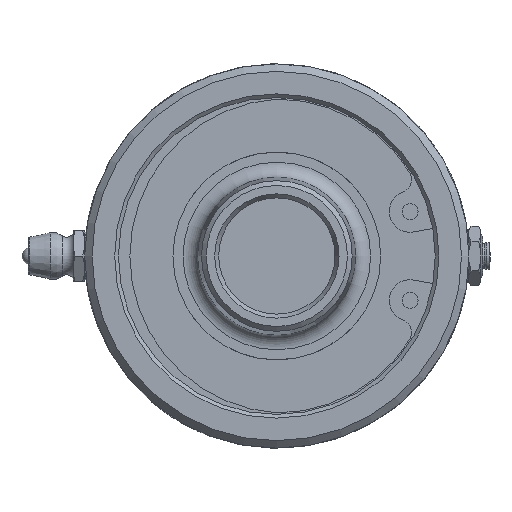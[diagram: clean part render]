
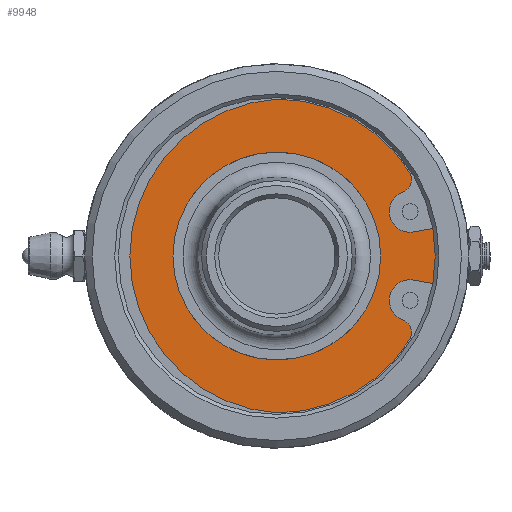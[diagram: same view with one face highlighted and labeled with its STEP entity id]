
A CAD part, left-side view. The second image highlights one B-rep face of the part: STEP entity #9948.
In plain terms, the highlighted planar face has unit normal (-1, 0, 0).
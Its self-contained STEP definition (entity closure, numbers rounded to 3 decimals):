
#334=FACE_BOUND('',#3077,.T.);
#579=LINE('',#14934,#1091);
#584=LINE('',#14946,#1096);
#1091=VECTOR('',#11866,10.);
#1096=VECTOR('',#11877,10.);
#2487=FACE_OUTER_BOUND('',#3076,.T.);
#3076=EDGE_LOOP('',(#7402,#7403,#7404,#7405,#7406,#7407,#7408,#7409,#7410,
#7411));
#3077=EDGE_LOOP('',(#7412,#7413));
#3684=CIRCLE('',#10645,22.325);
#3685=CIRCLE('',#10646,22.325);
#3698=CIRCLE('',#10664,4.474);
#3701=CIRCLE('',#10671,33.733);
#3702=CIRCLE('',#10673,2.949);
#3703=CIRCLE('',#10675,4.474);
#3704=CIRCLE('',#10677,2.949);
#3705=CIRCLE('',#10679,33.733);
#3706=CIRCLE('',#10681,33.806);
#3742=CIRCLE('',#10749,36.9);
#4219=VERTEX_POINT('',#14888);
#4220=VERTEX_POINT('',#14889);
#4237=VERTEX_POINT('',#14931);
#4238=VERTEX_POINT('',#14933);
#4239=VERTEX_POINT('',#14937);
#4241=VERTEX_POINT('',#14943);
#4242=VERTEX_POINT('',#14945);
#4246=VERTEX_POINT('',#14959);
#4247=VERTEX_POINT('',#14961);
#4248=VERTEX_POINT('',#14967);
#4249=VERTEX_POINT('',#14971);
#4250=VERTEX_POINT('',#14975);
#5331=EDGE_CURVE('',#4219,#4220,#3684,.T.);
#5332=EDGE_CURVE('',#4220,#4219,#3685,.T.);
#5353=EDGE_CURVE('',#4238,#4237,#579,.T.);
#5355=EDGE_CURVE('',#4239,#4238,#3698,.T.);
#5359=EDGE_CURVE('',#4242,#4241,#584,.T.);
#5367=EDGE_CURVE('',#4247,#4246,#3701,.T.);
#5369=EDGE_CURVE('',#4246,#4239,#3702,.T.);
#5371=EDGE_CURVE('',#4241,#4248,#3703,.T.);
#5373=EDGE_CURVE('',#4248,#4249,#3704,.T.);
#5375=EDGE_CURVE('',#4249,#4250,#3705,.T.);
#5376=EDGE_CURVE('',#4250,#4247,#3706,.T.);
#5463=EDGE_CURVE('',#4242,#4237,#3742,.T.);
#7402=ORIENTED_EDGE('',*,*,#5359,.T.);
#7403=ORIENTED_EDGE('',*,*,#5371,.T.);
#7404=ORIENTED_EDGE('',*,*,#5373,.T.);
#7405=ORIENTED_EDGE('',*,*,#5375,.T.);
#7406=ORIENTED_EDGE('',*,*,#5376,.T.);
#7407=ORIENTED_EDGE('',*,*,#5367,.T.);
#7408=ORIENTED_EDGE('',*,*,#5369,.T.);
#7409=ORIENTED_EDGE('',*,*,#5355,.T.);
#7410=ORIENTED_EDGE('',*,*,#5353,.T.);
#7411=ORIENTED_EDGE('',*,*,#5463,.F.);
#7412=ORIENTED_EDGE('',*,*,#5331,.T.);
#7413=ORIENTED_EDGE('',*,*,#5332,.T.);
#9683=PLANE('',#10751);
#9948=ADVANCED_FACE('',(#2487,#334),#9683,.F.);
#10645=AXIS2_PLACEMENT_3D('',#14890,#11822,#11823);
#10646=AXIS2_PLACEMENT_3D('',#14891,#11824,#11825);
#10664=AXIS2_PLACEMENT_3D('',#14938,#11870,#11871);
#10671=AXIS2_PLACEMENT_3D('',#14962,#11893,#11894);
#10673=AXIS2_PLACEMENT_3D('',#14965,#11898,#11899);
#10675=AXIS2_PLACEMENT_3D('',#14969,#11903,#11904);
#10677=AXIS2_PLACEMENT_3D('',#14973,#11908,#11909);
#10679=AXIS2_PLACEMENT_3D('',#14977,#11913,#11914);
#10681=AXIS2_PLACEMENT_3D('',#14979,#11917,#11918);
#10749=AXIS2_PLACEMENT_3D('',#15238,#12078,#12079);
#10751=AXIS2_PLACEMENT_3D('',#15240,#12082,#12083);
#11822=DIRECTION('center_axis',(1.,0.,0.));
#11823=DIRECTION('ref_axis',(0.,-1.,0.));
#11824=DIRECTION('center_axis',(1.,0.,0.));
#11825=DIRECTION('ref_axis',(0.,-1.,0.));
#11866=DIRECTION('',(0.,-0.985,-0.174));
#11870=DIRECTION('center_axis',(1.,0.,0.));
#11871=DIRECTION('ref_axis',(0.,0.355,-0.935));
#11877=DIRECTION('',(0.,0.985,-0.174));
#11893=DIRECTION('center_axis',(-1.,0.,0.));
#11894=DIRECTION('ref_axis',(0.,0.849,0.528));
#11898=DIRECTION('center_axis',(-1.,0.,0.));
#11899=DIRECTION('ref_axis',(0.,0.355,-0.935));
#11903=DIRECTION('center_axis',(1.,0.,0.));
#11904=DIRECTION('ref_axis',(0.,-0.046,-0.999));
#11908=DIRECTION('center_axis',(-1.,0.,0.));
#11909=DIRECTION('ref_axis',(0.,0.893,-0.451));
#11913=DIRECTION('center_axis',(-1.,0.,0.));
#11914=DIRECTION('ref_axis',(0.,0.,
-1.));
#11917=DIRECTION('center_axis',(-1.,0.,0.));
#11918=DIRECTION('ref_axis',(0.,-0.066,
0.998));
#12078=DIRECTION('center_axis',(1.,0.,0.));
#12079=DIRECTION('ref_axis',(0.,1.,0.));
#12082=DIRECTION('center_axis',(1.,0.,0.));
#12083=DIRECTION('ref_axis',(0.,0.,-1.));
#14888=CARTESIAN_POINT('',(7.1,-22.325,0.));
#14889=CARTESIAN_POINT('',(7.1,22.325,0.));
#14890=CARTESIAN_POINT('Origin',(7.1,0.,
0.));
#14891=CARTESIAN_POINT('Origin',(7.1,0.,
0.));
#14931=CARTESIAN_POINT('',(7.1,-36.339,-6.408));
#14933=CARTESIAN_POINT('',(7.1,-28.843,-5.086));
#14934=CARTESIAN_POINT('',(7.1,-9.223,-1.626));
#14937=CARTESIAN_POINT('',(7.1,-27.053,-13.738));
#14938=CARTESIAN_POINT('Origin',(7.1,-28.639,-9.555));
#14943=CARTESIAN_POINT('',(7.1,-28.843,5.086));
#14945=CARTESIAN_POINT('',(7.1,-36.339,6.408));
#14946=CARTESIAN_POINT('',(7.1,-5.475,0.965));
#14959=CARTESIAN_POINT('',(7.1,-28.639,-17.825));
#14961=CARTESIAN_POINT('',(7.1,0.,-33.733));
#14962=CARTESIAN_POINT('Origin',(7.1,0.,
0.));
#14965=CARTESIAN_POINT('Origin',(7.1,-26.007,-16.495));
#14967=CARTESIAN_POINT('',(7.1,-27.053,13.738));
#14969=CARTESIAN_POINT('Origin',(7.1,-28.639,9.555));
#14971=CARTESIAN_POINT('',(7.1,-28.639,17.825));
#14973=CARTESIAN_POINT('Origin',(7.1,-26.007,16.495));
#14975=CARTESIAN_POINT('',(7.1,0.,33.733));
#14977=CARTESIAN_POINT('Origin',(7.1,0.,
0.));
#14979=CARTESIAN_POINT('Origin',(7.1,-2.225,0.));
#15238=CARTESIAN_POINT('Origin',(7.1,0.,0.));
#15240=CARTESIAN_POINT('Origin',(7.1,18.45,0.));
